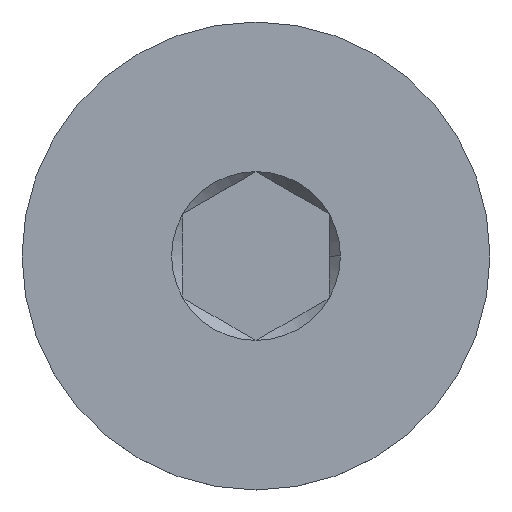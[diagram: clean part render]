
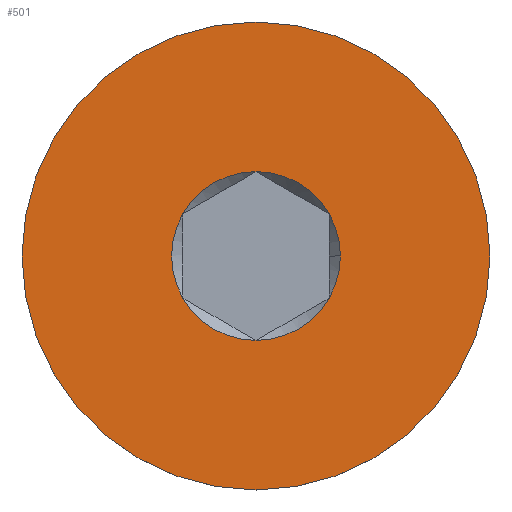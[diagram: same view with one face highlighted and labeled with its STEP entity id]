
A CAD part, top view. The second image highlights one B-rep face of the part: STEP entity #501.
In plain terms, the highlighted planar face has unit normal (0, 0, 1).
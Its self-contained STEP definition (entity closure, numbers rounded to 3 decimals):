
#12 = DIRECTION ( 'NONE',  ( 1., 0., 0. ) ) ;
#23 = CARTESIAN_POINT ( 'NONE',  ( -2.5, -1.443, 0. ) ) ;
#25 = CIRCLE ( 'NONE', #634, 2.887 ) ;
#43 = EDGE_CURVE ( 'NONE', #715, #96, #445, .T. ) ;
#44 = DIRECTION ( 'NONE',  ( 1., 0., 0. ) ) ;
#47 = EDGE_LOOP ( 'NONE', ( #131, #343, #194, #152, #649, #110, #421 ) ) ;
#52 = CIRCLE ( 'NONE', #434, 2.887 ) ;
#65 = CIRCLE ( 'NONE', #584, 8. ) ;
#81 = DIRECTION ( 'NONE',  ( 1., 0., 0. ) ) ;
#85 = DIRECTION ( 'NONE',  ( 0., 0., 1. ) ) ;
#92 = PLANE ( 'NONE',  #587 ) ;
#96 = VERTEX_POINT ( 'NONE', #204 ) ;
#108 = CARTESIAN_POINT ( 'NONE',  ( -2.5, 1.443, 0. ) ) ;
#110 = ORIENTED_EDGE ( 'NONE', *, *, #595, .F. ) ;
#111 = DIRECTION ( 'NONE',  ( 0., -1., 0. ) ) ;
#120 = DIRECTION ( 'NONE',  ( 0., 0., 1. ) ) ;
#131 = ORIENTED_EDGE ( 'NONE', *, *, #386, .F. ) ;
#132 = CARTESIAN_POINT ( 'NONE',  ( 0., 0., 0. ) ) ;
#136 = CARTESIAN_POINT ( 'NONE',  ( 2.5, 1.443, 0. ) ) ;
#141 = DIRECTION ( 'NONE',  ( 1., 0., 0. ) ) ;
#142 = FACE_OUTER_BOUND ( 'NONE', #161, .T. ) ;
#150 = DIRECTION ( 'NONE',  ( 0., -1., 0. ) ) ;
#152 = ORIENTED_EDGE ( 'NONE', *, *, #664, .F. ) ;
#153 = DIRECTION ( 'NONE',  ( 1., 0., 0. ) ) ;
#154 = EDGE_CURVE ( 'NONE', #623, #473, #65, .T. ) ;
#158 = CARTESIAN_POINT ( 'NONE',  ( 0., -8., 0. ) ) ;
#161 = EDGE_LOOP ( 'NONE', ( #742, #520 ) ) ;
#172 = DIRECTION ( 'NONE',  ( 1., 0., 0. ) ) ;
#194 = ORIENTED_EDGE ( 'NONE', *, *, #262, .F. ) ;
#200 = CIRCLE ( 'NONE', #481, 8. ) ;
#201 = DIRECTION ( 'NONE',  ( 0., 0., 1. ) ) ;
#204 = CARTESIAN_POINT ( 'NONE',  ( 0., -2.887, 0. ) ) ;
#209 = CARTESIAN_POINT ( 'NONE',  ( 0., 8., 0. ) ) ;
#214 = FACE_BOUND ( 'NONE', #47, .T. ) ;
#226 = VERTEX_POINT ( 'NONE', #637 ) ;
#236 = DIRECTION ( 'NONE',  ( 0., 0., 1. ) ) ;
#262 = EDGE_CURVE ( 'NONE', #633, #715, #411, .T. ) ;
#326 = CIRCLE ( 'NONE', #735, 2.887 ) ;
#336 = AXIS2_PLACEMENT_3D ( 'NONE', #756, #120, #172 ) ;
#338 = CARTESIAN_POINT ( 'NONE',  ( 0., 2.887, 0. ) ) ;
#339 = DIRECTION ( 'NONE',  ( 0., -1., 0. ) ) ;
#343 = ORIENTED_EDGE ( 'NONE', *, *, #43, .F. ) ;
#368 = AXIS2_PLACEMENT_3D ( 'NONE', #730, #85, #557 ) ;
#386 = EDGE_CURVE ( 'NONE', #96, #593, #52, .T. ) ;
#396 = CARTESIAN_POINT ( 'NONE',  ( 0., 0., 0. ) ) ;
#409 = VERTEX_POINT ( 'NONE', #136 ) ;
#411 = CIRCLE ( 'NONE', #336, 2.887 ) ;
#421 = ORIENTED_EDGE ( 'NONE', *, *, #687, .F. ) ;
#434 = AXIS2_PLACEMENT_3D ( 'NONE', #132, #236, #81 ) ;
#436 = CARTESIAN_POINT ( 'NONE',  ( 0., 0., 0. ) ) ;
#445 = CIRCLE ( 'NONE', #368, 2.887 ) ;
#450 = CARTESIAN_POINT ( 'NONE',  ( 2.5, -1.443, 0. ) ) ;
#458 = CIRCLE ( 'NONE', #707, 2.887 ) ;
#463 = DIRECTION ( 'NONE',  ( 0., 0., 1. ) ) ;
#473 = VERTEX_POINT ( 'NONE', #209 ) ;
#481 = AXIS2_PLACEMENT_3D ( 'NONE', #565, #617, #111 ) ;
#489 = DIRECTION ( 'NONE',  ( 0., 0., 1. ) ) ;
#501 = ADVANCED_FACE ( 'NONE', ( #214, #142 ), #92, .T. ) ;
#507 = CARTESIAN_POINT ( 'NONE',  ( 0., 0., 0. ) ) ;
#516 = CIRCLE ( 'NONE', #609, 2.887 ) ;
#520 = ORIENTED_EDGE ( 'NONE', *, *, #562, .T. ) ;
#557 = DIRECTION ( 'NONE',  ( 1., 0., 0. ) ) ;
#562 = EDGE_CURVE ( 'NONE', #473, #623, #200, .T. ) ;
#565 = CARTESIAN_POINT ( 'NONE',  ( 0., 0., 0. ) ) ;
#568 = DIRECTION ( 'NONE',  ( 0., 0., 1. ) ) ;
#584 = AXIS2_PLACEMENT_3D ( 'NONE', #396, #618, #339 ) ;
#587 = AXIS2_PLACEMENT_3D ( 'NONE', #662, #489, #150 ) ;
#593 = VERTEX_POINT ( 'NONE', #450 ) ;
#595 = EDGE_CURVE ( 'NONE', #226, #409, #326, .T. ) ;
#609 = AXIS2_PLACEMENT_3D ( 'NONE', #436, #201, #12 ) ;
#617 = DIRECTION ( 'NONE',  ( 0., 0., 1. ) ) ;
#618 = DIRECTION ( 'NONE',  ( 0., 0., 1. ) ) ;
#621 = CARTESIAN_POINT ( 'NONE',  ( 0., 0., 0. ) ) ;
#623 = VERTEX_POINT ( 'NONE', #158 ) ;
#633 = VERTEX_POINT ( 'NONE', #108 ) ;
#634 = AXIS2_PLACEMENT_3D ( 'NONE', #621, #568, #44 ) ;
#636 = DIRECTION ( 'NONE',  ( 0., 0., 1. ) ) ;
#637 = CARTESIAN_POINT ( 'NONE',  ( 2.887, 0., 0. ) ) ;
#638 = VERTEX_POINT ( 'NONE', #338 ) ;
#649 = ORIENTED_EDGE ( 'NONE', *, *, #723, .F. ) ;
#662 = CARTESIAN_POINT ( 'NONE',  ( 0., -4., 0. ) ) ;
#664 = EDGE_CURVE ( 'NONE', #638, #633, #25, .T. ) ;
#687 = EDGE_CURVE ( 'NONE', #593, #226, #458, .T. ) ;
#707 = AXIS2_PLACEMENT_3D ( 'NONE', #507, #636, #141 ) ;
#715 = VERTEX_POINT ( 'NONE', #23 ) ;
#723 = EDGE_CURVE ( 'NONE', #409, #638, #516, .T. ) ;
#730 = CARTESIAN_POINT ( 'NONE',  ( 0., 0., 0. ) ) ;
#735 = AXIS2_PLACEMENT_3D ( 'NONE', #738, #463, #153 ) ;
#738 = CARTESIAN_POINT ( 'NONE',  ( 0., 0., 0. ) ) ;
#742 = ORIENTED_EDGE ( 'NONE', *, *, #154, .T. ) ;
#756 = CARTESIAN_POINT ( 'NONE',  ( 0., 0., 0. ) ) ;
